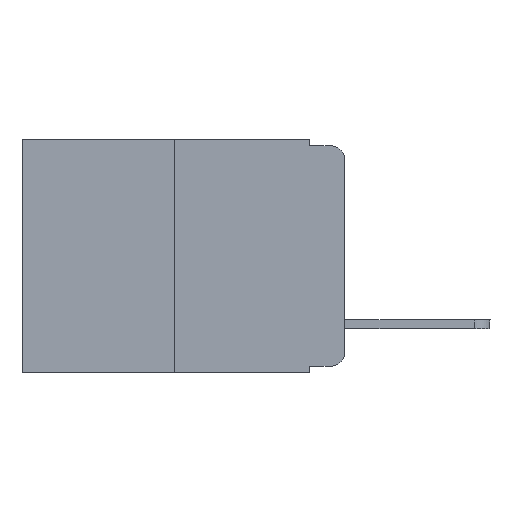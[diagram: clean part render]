
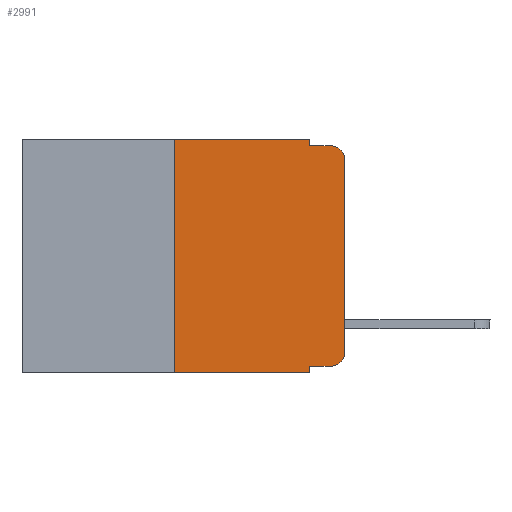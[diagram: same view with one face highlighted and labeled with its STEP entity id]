
A CAD part, left-side view. The second image highlights one B-rep face of the part: STEP entity #2991.
In plain terms, the highlighted planar face has unit normal (-1, 0, 0).
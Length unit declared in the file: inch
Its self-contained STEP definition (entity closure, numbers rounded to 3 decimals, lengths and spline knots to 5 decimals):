
#99 = EDGE_CURVE ( 'NONE', #3313, #3655, #620, .T. ) ;
#108 = DIRECTION ( 'NONE',  ( 0., -1., 0. ) ) ;
#500 = VERTEX_POINT ( 'NONE', #876 ) ;
#564 = CARTESIAN_POINT ( 'NONE',  ( 0., 0.051, -0.01 ) ) ;
#620 = LINE ( 'NONE', #5410, #7887 ) ;
#825 = ORIENTED_EDGE ( 'NONE', *, *, #13222, .T. ) ;
#876 = CARTESIAN_POINT ( 'NONE',  ( 0., 0.051, -0.333 ) ) ;
#1177 = AXIS2_PLACEMENT_3D ( 'NONE', #4361, #10573, #8564 ) ;
#1228 = VECTOR ( 'NONE', #8355, 39.37008 ) ;
#1282 = DIRECTION ( 'NONE',  ( 0., -1., 0. ) ) ;
#1345 = CARTESIAN_POINT ( 'NONE',  ( 0., 0.25, 0. ) ) ;
#1712 = AXIS2_PLACEMENT_3D ( 'NONE', #10747, #4430, #5601 ) ;
#1815 = CARTESIAN_POINT ( 'NONE',  ( 0., 0.051, 0. ) ) ;
#2205 = FACE_OUTER_BOUND ( 'NONE', #4159, .T. ) ;
#2256 = ORIENTED_EDGE ( 'NONE', *, *, #6775, .F. ) ;
#2301 = CARTESIAN_POINT ( 'NONE',  ( 0., 0., -0.03 ) ) ;
#2373 = CARTESIAN_POINT ( 'NONE',  ( 0., 0.051, 0. ) ) ;
#2406 = DIRECTION ( 'NONE',  ( 0., -1., 0. ) ) ;
#2650 = VECTOR ( 'NONE', #8553, 39.37008 ) ;
#2799 = EDGE_CURVE ( 'NONE', #500, #12346, #6824, .T. ) ;
#2991 = ADVANCED_FACE ( 'NONE', ( #2205 ), #3142, .F. ) ;
#3142 = PLANE ( 'NONE',  #1712 ) ;
#3313 = VERTEX_POINT ( 'NONE', #6115 ) ;
#3479 = VECTOR ( 'NONE', #9898, 39.37008 ) ;
#3655 = VERTEX_POINT ( 'NONE', #6372 ) ;
#4159 = EDGE_LOOP ( 'NONE', ( #11263, #825, #7061, #12769, #2256, #11402, #12793, #13269, #10078, #11621 ) ) ;
#4173 = EDGE_CURVE ( 'NONE', #7031, #13284, #9585, .T. ) ;
#4361 = CARTESIAN_POINT ( 'NONE',  ( 0., 0.02, -0.313 ) ) ;
#4430 = DIRECTION ( 'NONE',  ( 1., 0., 0. ) ) ;
#4716 = CARTESIAN_POINT ( 'NONE',  ( 0., 0.02, -0.03 ) ) ;
#4759 = DIRECTION ( 'NONE',  ( -1., 0., 0. ) ) ;
#4980 = CIRCLE ( 'NONE', #1177, 0.02 ) ;
#5044 = CARTESIAN_POINT ( 'NONE',  ( 0., 0., -0.313 ) ) ;
#5166 = VECTOR ( 'NONE', #9721, 39.37008 ) ;
#5367 = VERTEX_POINT ( 'NONE', #13626 ) ;
#5398 = CARTESIAN_POINT ( 'NONE',  ( 0., 0., 0. ) ) ;
#5410 = CARTESIAN_POINT ( 'NONE',  ( 0., 0.473, -0.343 ) ) ;
#5601 = DIRECTION ( 'NONE',  ( 0., 0., -1. ) ) ;
#5646 = LINE ( 'NONE', #1815, #3479 ) ;
#5953 = CARTESIAN_POINT ( 'NONE',  ( 0., 0.25, 0. ) ) ;
#6115 = CARTESIAN_POINT ( 'NONE',  ( 0., 0.25, -0.343 ) ) ;
#6178 = EDGE_CURVE ( 'NONE', #12329, #8220, #10772, .T. ) ;
#6197 = CARTESIAN_POINT ( 'NONE',  ( 0., 0.02, -0.333 ) ) ;
#6322 = LINE ( 'NONE', #10662, #12717 ) ;
#6345 = CIRCLE ( 'NONE', #9563, 0.02 ) ;
#6372 = CARTESIAN_POINT ( 'NONE',  ( 0., 0.051, -0.343 ) ) ;
#6775 = EDGE_CURVE ( 'NONE', #13596, #7031, #6322, .T. ) ;
#6824 = LINE ( 'NONE', #9413, #1228 ) ;
#7031 = VERTEX_POINT ( 'NONE', #9037 ) ;
#7061 = ORIENTED_EDGE ( 'NONE', *, *, #7566, .F. ) ;
#7245 = VECTOR ( 'NONE', #12056, 39.37008 ) ;
#7277 = VECTOR ( 'NONE', #2406, 39.37008 ) ;
#7566 = EDGE_CURVE ( 'NONE', #13284, #5367, #10075, .T. ) ;
#7887 = VECTOR ( 'NONE', #108, 39.37008 ) ;
#7913 = EDGE_CURVE ( 'NONE', #500, #3655, #5646, .T. ) ;
#8220 = VERTEX_POINT ( 'NONE', #2301 ) ;
#8355 = DIRECTION ( 'NONE',  ( 0., -1., 0. ) ) ;
#8529 = EDGE_CURVE ( 'NONE', #3313, #13596, #11360, .T. ) ;
#8553 = DIRECTION ( 'NONE',  ( 0., 0., -1. ) ) ;
#8564 = DIRECTION ( 'NONE',  ( 0., 0., -1. ) ) ;
#8962 = DIRECTION ( 'NONE',  ( 0., 0., -1. ) ) ;
#9037 = CARTESIAN_POINT ( 'NONE',  ( 0., 0.051, 0. ) ) ;
#9413 = CARTESIAN_POINT ( 'NONE',  ( 0., 0.051, -0.333 ) ) ;
#9563 = AXIS2_PLACEMENT_3D ( 'NONE', #4716, #4759, #8962 ) ;
#9585 = LINE ( 'NONE', #2373, #2650 ) ;
#9721 = DIRECTION ( 'NONE',  ( 0., 0., 1. ) ) ;
#9898 = DIRECTION ( 'NONE',  ( 0., 0., -1. ) ) ;
#10075 = LINE ( 'NONE', #11934, #7277 ) ;
#10078 = ORIENTED_EDGE ( 'NONE', *, *, #2799, .T. ) ;
#10573 = DIRECTION ( 'NONE',  ( -1., 0., 0. ) ) ;
#10662 = CARTESIAN_POINT ( 'NONE',  ( 0., 0.473, 0. ) ) ;
#10747 = CARTESIAN_POINT ( 'NONE',  ( 0., 0.473, 0. ) ) ;
#10772 = LINE ( 'NONE', #5398, #5166 ) ;
#11263 = ORIENTED_EDGE ( 'NONE', *, *, #6178, .T. ) ;
#11360 = LINE ( 'NONE', #5953, #7245 ) ;
#11402 = ORIENTED_EDGE ( 'NONE', *, *, #8529, .F. ) ;
#11621 = ORIENTED_EDGE ( 'NONE', *, *, #11888, .T. ) ;
#11888 = EDGE_CURVE ( 'NONE', #12346, #12329, #4980, .T. ) ;
#11934 = CARTESIAN_POINT ( 'NONE',  ( 0., 0.051, -0.01 ) ) ;
#12056 = DIRECTION ( 'NONE',  ( 0., 0., 1. ) ) ;
#12329 = VERTEX_POINT ( 'NONE', #5044 ) ;
#12346 = VERTEX_POINT ( 'NONE', #6197 ) ;
#12717 = VECTOR ( 'NONE', #1282, 39.37008 ) ;
#12769 = ORIENTED_EDGE ( 'NONE', *, *, #4173, .F. ) ;
#12793 = ORIENTED_EDGE ( 'NONE', *, *, #99, .T. ) ;
#13222 = EDGE_CURVE ( 'NONE', #8220, #5367, #6345, .T. ) ;
#13269 = ORIENTED_EDGE ( 'NONE', *, *, #7913, .F. ) ;
#13284 = VERTEX_POINT ( 'NONE', #564 ) ;
#13596 = VERTEX_POINT ( 'NONE', #1345 ) ;
#13626 = CARTESIAN_POINT ( 'NONE',  ( 0., 0.02, -0.01 ) ) ;
